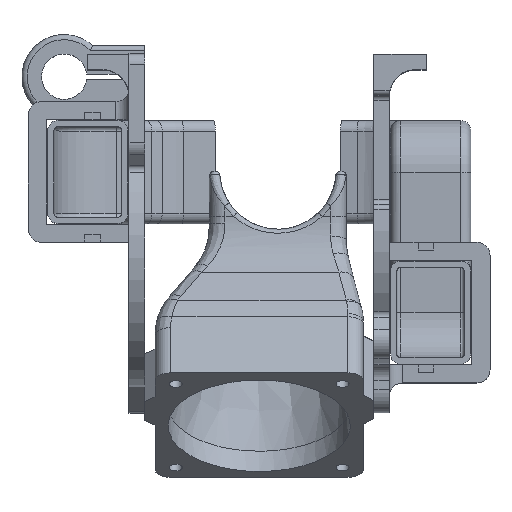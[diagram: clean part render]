
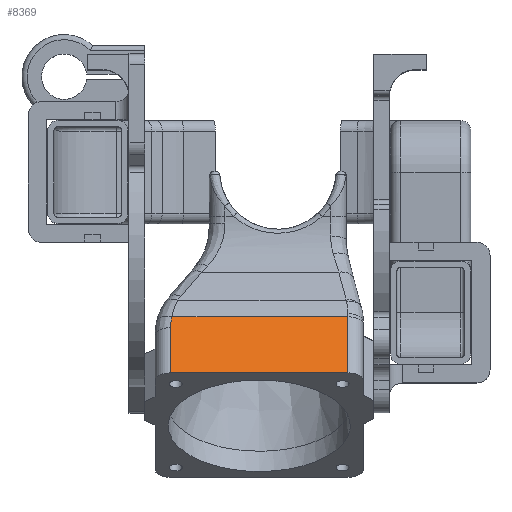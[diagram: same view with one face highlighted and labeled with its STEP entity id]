
A CAD part, top view. The second image highlights one B-rep face of the part: STEP entity #8369.
In plain terms, the highlighted planar face has unit normal (0, 0.5, 0.866).
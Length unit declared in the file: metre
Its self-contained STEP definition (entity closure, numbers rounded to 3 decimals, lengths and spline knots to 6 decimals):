
#872=B_SPLINE_CURVE_WITH_KNOTS('',3,(#15513,#15514,#15515,#15516),
 .UNSPECIFIED.,.F.,.F.,(4,4),(0.,0.0024),.UNSPECIFIED.);
#2400=ORIENTED_EDGE('',*,*,#4260,.T.);
#2401=ORIENTED_EDGE('',*,*,#4261,.T.);
#2402=ORIENTED_EDGE('',*,*,#4262,.T.);
#2403=ORIENTED_EDGE('',*,*,#4263,.T.);
#2404=ORIENTED_EDGE('',*,*,#4264,.T.);
#4260=EDGE_CURVE('',#5292,#5293,#5998,.F.);
#4261=EDGE_CURVE('',#5293,#5294,#872,.T.);
#4262=EDGE_CURVE('',#5294,#5295,#5999,.T.);
#4263=EDGE_CURVE('',#5295,#5296,#6000,.T.);
#4264=EDGE_CURVE('',#5296,#5292,#6001,.F.);
#5292=VERTEX_POINT('',#15511);
#5293=VERTEX_POINT('',#15512);
#5294=VERTEX_POINT('',#15517);
#5295=VERTEX_POINT('',#15519);
#5296=VERTEX_POINT('',#15521);
#5998=LINE('',#15510,#6617);
#5999=LINE('',#15518,#6618);
#6000=LINE('',#15520,#6619);
#6001=LINE('',#15522,#6620);
#6617=VECTOR('',#10985,1.);
#6618=VECTOR('',#10986,1.);
#6619=VECTOR('',#10987,1.);
#6620=VECTOR('',#10988,1.);
#7121=EDGE_LOOP('',(#2400,#2401,#2402,#2403,#2404));
#7676=FACE_BOUND('',#7121,.T.);
#8045=PLANE('',#9157);
#8369=ADVANCED_FACE('',(#7676),#8045,.T.);
#9157=AXIS2_PLACEMENT_3D('',#15509,#10983,#10984);
#10983=DIRECTION('',(0.,0.5,0.866));
#10984=DIRECTION('',(0.,-0.866,0.5));
#10985=DIRECTION('',(1.,0.,0.));
#10986=DIRECTION('',(0.,-0.866,0.5));
#10987=DIRECTION('',(1.,0.,0.));
#10988=DIRECTION('',(0.,-0.866,0.5));
#15509=CARTESIAN_POINT('',(-0.1105,-0.051062,0.006541));
#15510=CARTESIAN_POINT('',(-0.1105,-0.052847,0.007571));
#15511=CARTESIAN_POINT('',(-0.0935,-0.052847,0.007571));
#15512=CARTESIAN_POINT('',(-0.127262,-0.052847,0.007571));
#15513=CARTESIAN_POINT('',(-0.127262,-0.052847,0.007571));
#15514=CARTESIAN_POINT('',(-0.127421,-0.053529,0.007965));
#15515=CARTESIAN_POINT('',(-0.1275,-0.054218,0.008363));
#15516=CARTESIAN_POINT('',(-0.1275,-0.054915,0.008765));
#15517=CARTESIAN_POINT('',(-0.1275,-0.054915,0.008765));
#15518=CARTESIAN_POINT('',(-0.1275,-0.051062,0.006541));
#15519=CARTESIAN_POINT('',(-0.1275,-0.063619,0.013791));
#15520=CARTESIAN_POINT('',(-0.1105,-0.063619,0.013791));
#15521=CARTESIAN_POINT('',(-0.0935,-0.063619,0.013791));
#15522=CARTESIAN_POINT('',(-0.0935,-0.052847,0.007571));
